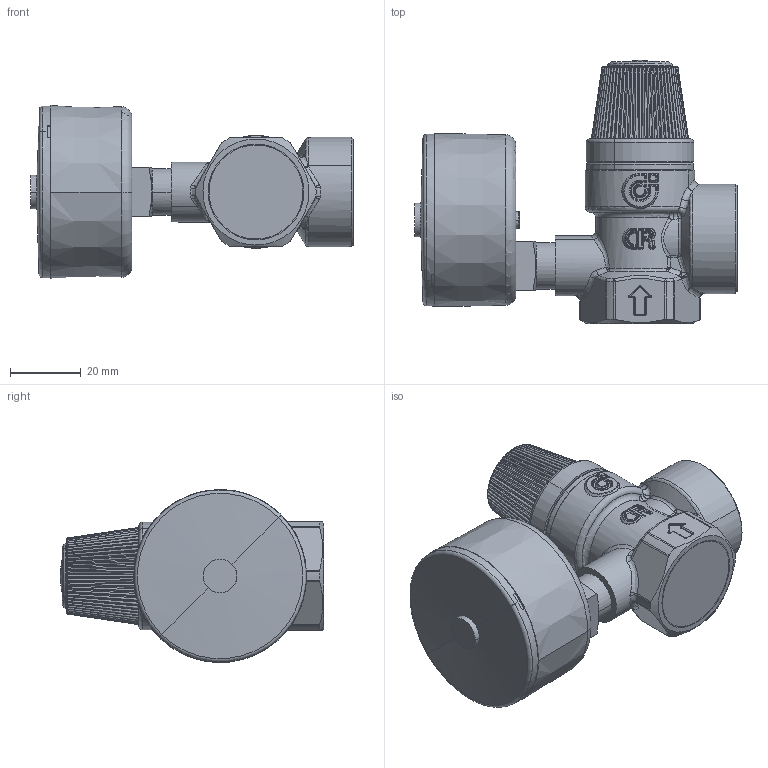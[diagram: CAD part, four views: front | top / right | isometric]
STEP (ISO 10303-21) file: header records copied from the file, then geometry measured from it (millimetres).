
FILE_DESCRIPTION(('CATIA V5 STEP Exchange','CAx-IF Rec.Pracs.--- Model Styling and Organization---1.5--- 2016-08-15','CAx-IF Rec.Pracs.---Supplemental Geometry---1.0---2011-11-01','CAx-IF Rec.Pracs.--- Composite Materials ---3.4---2017-06-13','CAx-IF Rec.Pracs.---Tessellated 3D Geometry---1.0---2015-12-17'),'2;1');
FILE_NAME('STEP_313525_-_TST.stp','2023-06-13T08:44:22+00:00',('none'),('none'),'CATIA Version 5-6 Release 2020 SP5','CATIA V5 STEP AP242 v2','none');
FILE_SCHEMA(('AP242_MANAGED_MODEL_BASED_3D_ENGINEERING_MIM_LF {1 0 10303 442 1 1 4}'));
Products named in the file (1): 313525 - TST
Bounding box: 91.2 x 74.5 x 48.99 mm (x, y, z)
Volume: 109605.9 mm3; surface area: 19790.9 mm2
Topology: 1 solids, 2 shells, 1240 faces, 3181 edges, 1916 vertices
Faces by surface type: bspline 605, plane 226, cylinder 181, torus 134, cone 50, sphere 44
Entity records: 67212 total; most frequent: CARTESIAN_POINT 44391, ORIENTED_EDGE 6248, EDGE_CURVE 3124, B_SPLINE_CURVE_WITH_KNOTS 2093, DIRECTION 1997, VERTEX_POINT 1916, EDGE_LOOP 1270, ADVANCED_FACE 1240
